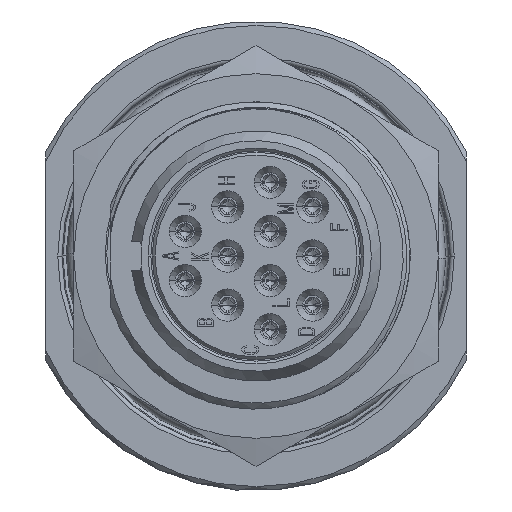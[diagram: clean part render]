
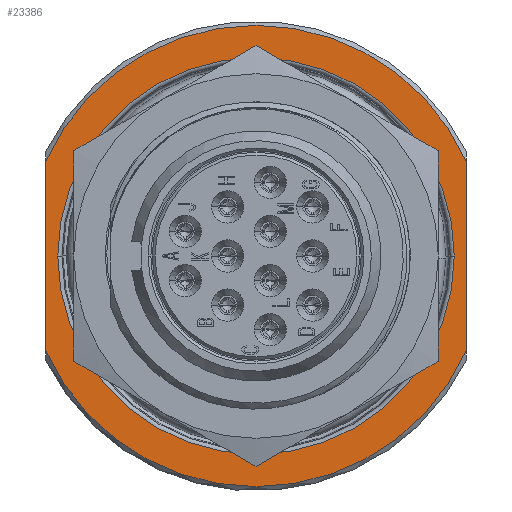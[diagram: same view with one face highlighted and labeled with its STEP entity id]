
A CAD part, left-side view. The second image highlights one B-rep face of the part: STEP entity #23386.
In plain terms, the highlighted planar face has unit normal (-1, 0, 0).
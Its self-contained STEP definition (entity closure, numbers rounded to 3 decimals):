
#250=DIRECTION('',(0.,0.,-1.));
#251=VECTOR('',#250,13.506);
#252=CARTESIAN_POINT('',(20.5,15.,6.753));
#253=LINE('1943',#252,#251);
#254=CARTESIAN_POINT('',(20.5,0.,0.));
#255=DIRECTION('',(1.,0.,0.));
#256=DIRECTION('',(0.,0.912,0.411));
#257=AXIS2_PLACEMENT_3D('',#254,#255,#256);
#259=DIRECTION('',(0.,0.,1.));
#260=VECTOR('',#259,13.506);
#261=CARTESIAN_POINT('',(20.5,-15.,-6.753));
#262=LINE('1944',#261,#260);
#263=CARTESIAN_POINT('',(20.5,0.,0.));
#264=DIRECTION('',(-1.,0.,0.));
#265=DIRECTION('',(0.,0.912,-0.411));
#266=AXIS2_PLACEMENT_3D('',#263,#264,#265);
#278=CARTESIAN_POINT('',(20.5,0.,0.));
#279=DIRECTION('',(1.,0.,0.));
#280=DIRECTION('',(0.,-1.,0.));
#281=AXIS2_PLACEMENT_3D('',#278,#279,#280);
#293=CARTESIAN_POINT('',(20.5,0.,0.));
#294=DIRECTION('',(1.,0.,0.));
#295=DIRECTION('',(0.,1.,0.));
#296=AXIS2_PLACEMENT_3D('',#293,#294,#295);
#19412=CARTESIAN_POINT('',(20.5,15.,6.753));
#19413=CARTESIAN_POINT('',(20.5,15.,-6.753));
#19414=VERTEX_POINT('',#19412);
#19415=VERTEX_POINT('',#19413);
#19416=CARTESIAN_POINT('',(20.5,-15.,-6.753));
#19417=CARTESIAN_POINT('',(20.5,-15.,6.753));
#19418=VERTEX_POINT('',#19416);
#19419=VERTEX_POINT('',#19417);
#19456=CARTESIAN_POINT('',(20.5,-14.139,0.));
#19457=CARTESIAN_POINT('',(20.5,14.139,0.));
#19458=VERTEX_POINT('',#19456);
#19459=VERTEX_POINT('',#19457);
#23368=CARTESIAN_POINT('',(20.5,0.,0.));
#23369=DIRECTION('',(1.,0.,0.));
#23370=DIRECTION('',(0.,-1.,0.));
#23371=AXIS2_PLACEMENT_3D('',#23368,#23369,#23370);
#23372=PLANE('249',#23371);
#23373=ORIENTED_EDGE('1943',*,*,#23281,.F.);
#23375=ORIENTED_EDGE('1958',*,*,#23374,.T.);
#23376=ORIENTED_EDGE('1944',*,*,#23318,.F.);
#23377=ORIENTED_EDGE('1962',*,*,#23361,.F.);
#23378=EDGE_LOOP('249',(#23373,#23375,#23376,#23377));
#23379=FACE_OUTER_BOUND('249',#23378,.F.);
#23381=ORIENTED_EDGE('1984',*,*,#23380,.F.);
#23383=ORIENTED_EDGE('1986',*,*,#23382,.F.);
#23384=EDGE_LOOP('249',(#23381,#23383));
#23385=FACE_BOUND('249',#23384,.F.);
#258=CIRCLE('1958',#257,16.45);
#267=CIRCLE('1962',#266,16.45);
#282=CIRCLE('1984',#281,14.139);
#297=CIRCLE('1986',#296,14.139);
#23281=EDGE_CURVE('1943',#19414,#19415,#253,.T.);
#23318=EDGE_CURVE('1944',#19418,#19419,#262,.T.);
#23361=EDGE_CURVE('1962',#19415,#19418,#267,.T.);
#23374=EDGE_CURVE('1958',#19414,#19419,#258,.T.);
#23380=EDGE_CURVE('1984',#19458,#19459,#282,.T.);
#23382=EDGE_CURVE('1986',#19459,#19458,#297,.T.);
#23386=ADVANCED_FACE('249',(#23379,#23385),#23372,.F.);
